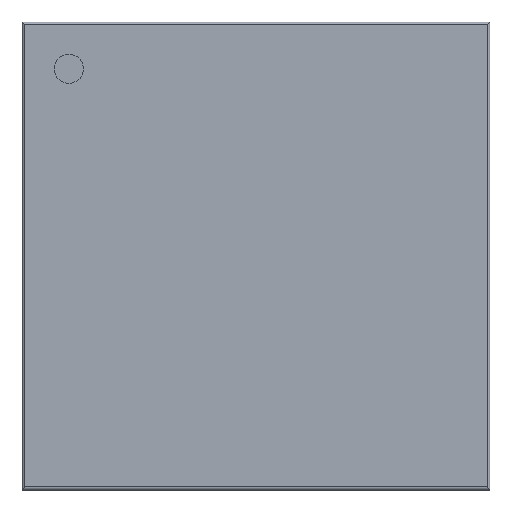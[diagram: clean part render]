
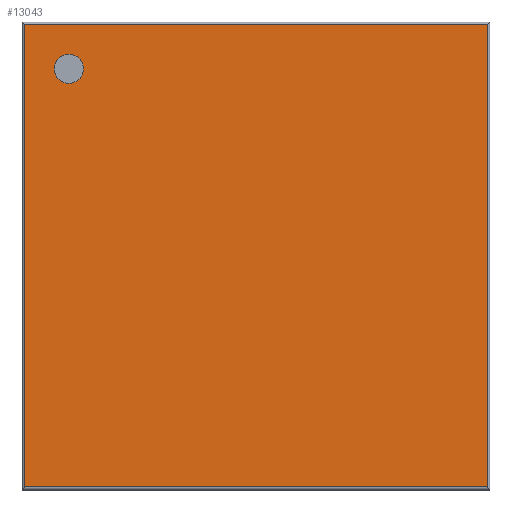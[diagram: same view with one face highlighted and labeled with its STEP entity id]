
A CAD part, top view. The second image highlights one B-rep face of the part: STEP entity #13043.
In plain terms, the highlighted planar face has unit normal (0, 0, 1).
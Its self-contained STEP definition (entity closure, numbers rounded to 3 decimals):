
#12337 = CYLINDRICAL_SURFACE('',#12338,0.05);
#12338 = AXIS2_PLACEMENT_3D('',#12339,#12340,#12341);
#12339 = CARTESIAN_POINT('',(-4.,3.95,0.75));
#12340 = DIRECTION('',(1.,0.,0.));
#12341 = DIRECTION('',(0.,1.,0.));
#12450 = CYLINDRICAL_SURFACE('',#12451,0.05);
#12451 = AXIS2_PLACEMENT_3D('',#12452,#12453,#12454);
#12452 = CARTESIAN_POINT('',(-3.95,-4.,0.75));
#12453 = DIRECTION('',(0.,1.,0.));
#12454 = DIRECTION('',(-1.,0.,0.));
#12600 = VERTEX_POINT('',#12601);
#12601 = CARTESIAN_POINT('',(-3.95,3.95,0.8));
#12635 = EDGE_CURVE('',#12600,#12636,#12638,.T.);
#12636 = VERTEX_POINT('',#12637);
#12637 = CARTESIAN_POINT('',(3.95,3.95,0.8));
#12638 = SURFACE_CURVE('',#12639,(#12643,#12650),.PCURVE_S1.);
#12639 = LINE('',#12640,#12641);
#12640 = CARTESIAN_POINT('',(-4.,3.95,0.8));
#12641 = VECTOR('',#12642,1.);
#12642 = DIRECTION('',(1.,0.,0.));
#12643 = PCURVE('',#12337,#12644);
#12644 = DEFINITIONAL_REPRESENTATION('',(#12645),#12649);
#12645 = LINE('',#12646,#12647);
#12646 = CARTESIAN_POINT('',(1.571,0.));
#12647 = VECTOR('',#12648,1.);
#12648 = DIRECTION('',(0.,1.));
#12649 = ( GEOMETRIC_REPRESENTATION_CONTEXT(2) 
PARAMETRIC_REPRESENTATION_CONTEXT() REPRESENTATION_CONTEXT('2D SPACE',''
  ) );
#12650 = PCURVE('',#12651,#12656);
#12651 = PLANE('',#12652);
#12652 = AXIS2_PLACEMENT_3D('',#12653,#12654,#12655);
#12653 = CARTESIAN_POINT('',(-4.,4.,0.8));
#12654 = DIRECTION('',(0.,0.,1.));
#12655 = DIRECTION('',(1.,0.,0.));
#12656 = DEFINITIONAL_REPRESENTATION('',(#12657),#12661);
#12657 = LINE('',#12658,#12659);
#12658 = CARTESIAN_POINT('',(0.,-0.05));
#12659 = VECTOR('',#12660,1.);
#12660 = DIRECTION('',(1.,0.));
#12661 = ( GEOMETRIC_REPRESENTATION_CONTEXT(2) 
PARAMETRIC_REPRESENTATION_CONTEXT() REPRESENTATION_CONTEXT('2D SPACE',''
  ) );
#12684 = CYLINDRICAL_SURFACE('',#12685,0.05);
#12685 = AXIS2_PLACEMENT_3D('',#12686,#12687,#12688);
#12686 = CARTESIAN_POINT('',(3.95,4.,0.75));
#12687 = DIRECTION('',(0.,-1.,0.));
#12688 = DIRECTION('',(1.,0.,0.));
#12792 = CYLINDRICAL_SURFACE('',#12793,0.05);
#12793 = AXIS2_PLACEMENT_3D('',#12794,#12795,#12796);
#12794 = CARTESIAN_POINT('',(4.,-3.95,0.75));
#12795 = DIRECTION('',(-1.,0.,0.));
#12796 = DIRECTION('',(0.,-1.,0.));
#12897 = VERTEX_POINT('',#12898);
#12898 = CARTESIAN_POINT('',(-3.95,-3.95,0.8));
#12932 = EDGE_CURVE('',#12897,#12600,#12933,.T.);
#12933 = SURFACE_CURVE('',#12934,(#12938,#12945),.PCURVE_S1.);
#12934 = LINE('',#12935,#12936);
#12935 = CARTESIAN_POINT('',(-3.95,-4.,0.8));
#12936 = VECTOR('',#12937,1.);
#12937 = DIRECTION('',(0.,1.,0.));
#12938 = PCURVE('',#12450,#12939);
#12939 = DEFINITIONAL_REPRESENTATION('',(#12940),#12944);
#12940 = LINE('',#12941,#12942);
#12941 = CARTESIAN_POINT('',(1.571,0.));
#12942 = VECTOR('',#12943,1.);
#12943 = DIRECTION('',(0.,1.));
#12944 = ( GEOMETRIC_REPRESENTATION_CONTEXT(2) 
PARAMETRIC_REPRESENTATION_CONTEXT() REPRESENTATION_CONTEXT('2D SPACE',''
  ) );
#12945 = PCURVE('',#12651,#12946);
#12946 = DEFINITIONAL_REPRESENTATION('',(#12947),#12951);
#12947 = LINE('',#12948,#12949);
#12948 = CARTESIAN_POINT('',(0.05,-8.));
#12949 = VECTOR('',#12950,1.);
#12950 = DIRECTION('',(0.,1.));
#12951 = ( GEOMETRIC_REPRESENTATION_CONTEXT(2) 
PARAMETRIC_REPRESENTATION_CONTEXT() REPRESENTATION_CONTEXT('2D SPACE',''
  ) );
#13043 = ADVANCED_FACE('',(#13044),#12651,.T.);
#13044 = FACE_BOUND('',#13045,.T.);
#13045 = EDGE_LOOP('',(#13046,#13047,#13048,#13071));
#13046 = ORIENTED_EDGE('',*,*,#12635,.F.);
#13047 = ORIENTED_EDGE('',*,*,#12932,.F.);
#13048 = ORIENTED_EDGE('',*,*,#13049,.F.);
#13049 = EDGE_CURVE('',#13050,#12897,#13052,.T.);
#13050 = VERTEX_POINT('',#13051);
#13051 = CARTESIAN_POINT('',(3.95,-3.95,0.8));
#13052 = SURFACE_CURVE('',#13053,(#13057,#13064),.PCURVE_S1.);
#13053 = LINE('',#13054,#13055);
#13054 = CARTESIAN_POINT('',(4.,-3.95,0.8));
#13055 = VECTOR('',#13056,1.);
#13056 = DIRECTION('',(-1.,0.,0.));
#13057 = PCURVE('',#12651,#13058);
#13058 = DEFINITIONAL_REPRESENTATION('',(#13059),#13063);
#13059 = LINE('',#13060,#13061);
#13060 = CARTESIAN_POINT('',(8.,-7.95));
#13061 = VECTOR('',#13062,1.);
#13062 = DIRECTION('',(-1.,0.));
#13063 = ( GEOMETRIC_REPRESENTATION_CONTEXT(2) 
PARAMETRIC_REPRESENTATION_CONTEXT() REPRESENTATION_CONTEXT('2D SPACE',''
  ) );
#13064 = PCURVE('',#12792,#13065);
#13065 = DEFINITIONAL_REPRESENTATION('',(#13066),#13070);
#13066 = LINE('',#13067,#13068);
#13067 = CARTESIAN_POINT('',(1.571,0.));
#13068 = VECTOR('',#13069,1.);
#13069 = DIRECTION('',(0.,1.));
#13070 = ( GEOMETRIC_REPRESENTATION_CONTEXT(2) 
PARAMETRIC_REPRESENTATION_CONTEXT() REPRESENTATION_CONTEXT('2D SPACE',''
  ) );
#13071 = ORIENTED_EDGE('',*,*,#13072,.F.);
#13072 = EDGE_CURVE('',#12636,#13050,#13073,.T.);
#13073 = SURFACE_CURVE('',#13074,(#13078,#13085),.PCURVE_S1.);
#13074 = LINE('',#13075,#13076);
#13075 = CARTESIAN_POINT('',(3.95,4.,0.8));
#13076 = VECTOR('',#13077,1.);
#13077 = DIRECTION('',(0.,-1.,0.));
#13078 = PCURVE('',#12651,#13079);
#13079 = DEFINITIONAL_REPRESENTATION('',(#13080),#13084);
#13080 = LINE('',#13081,#13082);
#13081 = CARTESIAN_POINT('',(7.95,0.));
#13082 = VECTOR('',#13083,1.);
#13083 = DIRECTION('',(0.,-1.));
#13084 = ( GEOMETRIC_REPRESENTATION_CONTEXT(2) 
PARAMETRIC_REPRESENTATION_CONTEXT() REPRESENTATION_CONTEXT('2D SPACE',''
  ) );
#13085 = PCURVE('',#12684,#13086);
#13086 = DEFINITIONAL_REPRESENTATION('',(#13087),#13091);
#13087 = LINE('',#13088,#13089);
#13088 = CARTESIAN_POINT('',(1.571,0.));
#13089 = VECTOR('',#13090,1.);
#13090 = DIRECTION('',(0.,1.));
#13091 = ( GEOMETRIC_REPRESENTATION_CONTEXT(2) 
PARAMETRIC_REPRESENTATION_CONTEXT() REPRESENTATION_CONTEXT('2D SPACE',''
  ) );
